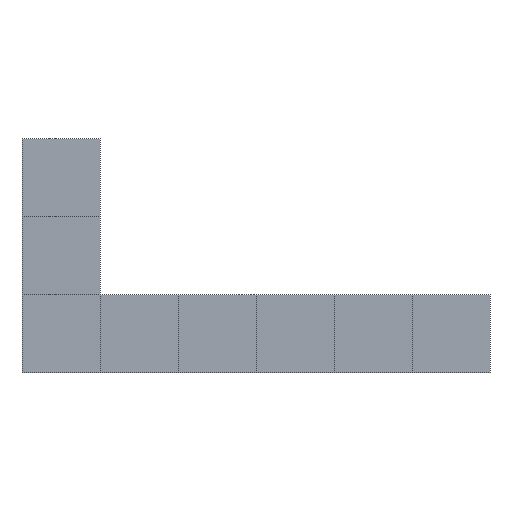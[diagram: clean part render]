
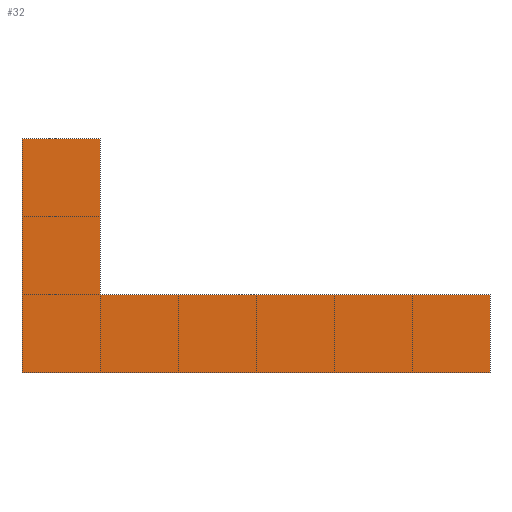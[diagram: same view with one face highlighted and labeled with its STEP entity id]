
A CAD part, front view. The second image highlights one B-rep face of the part: STEP entity #32.
In plain terms, the highlighted free-form (B-spline) face has degree [3, 3] with [4, 4] control points.
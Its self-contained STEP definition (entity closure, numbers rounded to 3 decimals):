
#32 = ADVANCED_FACE('',(#33),#47,.T.);
#33 = FACE_BOUND('',#34,.T.);
#34 = EDGE_LOOP('',(#35,#69,#84,#99,#114,#129));
#35 = ORIENTED_EDGE('',*,*,#36,.T.);
#36 = EDGE_CURVE('',#37,#39,#41,.T.);
#37 = VERTEX_POINT('',#38);
#38 = CARTESIAN_POINT('',(-1.,0.,0.));
#39 = VERTEX_POINT('',#40);
#40 = CARTESIAN_POINT('',(5.,0.,0.));
#41 = SURFACE_CURVE('',#42,(#46),.PCURVE_S1.);
#42 = LINE('',#43,#44);
#43 = CARTESIAN_POINT('',(-1.,0.,0.));
#44 = VECTOR('',#45,1.);
#45 = DIRECTION('',(1.,0.,0.));
#46 = PCURVE('',#47,#64);
#47 = B_SPLINE_SURFACE_WITH_KNOTS('',3,3,(
    (#48,#49,#50,#51)
    ,(#52,#53,#54,#55)
    ,(#56,#57,#58,#59)
    ,(#60,#61,#62,#63
    )),.UNSPECIFIED.,.F.,.F.,.F.,(4,4),(4,4),(-3.006,
    4.289),(-2.185,1.294),
  .PIECEWISE_BEZIER_KNOTS.);
#48 = CARTESIAN_POINT('',(-2.199,0.,0.179));
#49 = CARTESIAN_POINT('',(-1.842,0.,1.282));
#50 = CARTESIAN_POINT('',(-1.486,0.,2.385));
#51 = CARTESIAN_POINT('',(-1.129,0.,3.489));
#52 = CARTESIAN_POINT('',(0.115,0.,-0.569));
#53 = CARTESIAN_POINT('',(0.471,0.,0.534));
#54 = CARTESIAN_POINT('',(0.828,0.,1.638));
#55 = CARTESIAN_POINT('',(1.185,0.,2.741));
#56 = CARTESIAN_POINT('',(2.429,0.,-1.317));
#57 = CARTESIAN_POINT('',(2.785,0.,-0.213));
#58 = CARTESIAN_POINT('',(3.142,0.,0.89));
#59 = CARTESIAN_POINT('',(3.498,0.,1.993));
#60 = CARTESIAN_POINT('',(4.743,0.,-2.064));
#61 = CARTESIAN_POINT('',(5.099,0.,-0.961));
#62 = CARTESIAN_POINT('',(5.456,0.,0.142));
#63 = CARTESIAN_POINT('',(5.812,0.,1.245));
#64 = DEFINITIONAL_REPRESENTATION('',(#65),#68);
#65 = B_SPLINE_CURVE_WITH_KNOTS('',1,(#66,#67),.UNSPECIFIED.,.F.,.F.,(2,
    2),(0.,6.),.PIECEWISE_BEZIER_KNOTS.);
#66 = CARTESIAN_POINT('',(-1.81,-1.986));
#67 = CARTESIAN_POINT('',(3.899,-0.141));
#68 = ( GEOMETRIC_REPRESENTATION_CONTEXT(2) 
PARAMETRIC_REPRESENTATION_CONTEXT() REPRESENTATION_CONTEXT('2D SPACE',''
  ) );
#69 = ORIENTED_EDGE('',*,*,#70,.T.);
#70 = EDGE_CURVE('',#39,#71,#73,.T.);
#71 = VERTEX_POINT('',#72);
#72 = CARTESIAN_POINT('',(5.,0.,1.));
#73 = SURFACE_CURVE('',#74,(#78),.PCURVE_S1.);
#74 = LINE('',#75,#76);
#75 = CARTESIAN_POINT('',(5.,0.,0.));
#76 = VECTOR('',#77,1.);
#77 = DIRECTION('',(0.,0.,1.));
#78 = PCURVE('',#47,#79);
#79 = DEFINITIONAL_REPRESENTATION('',(#80),#83);
#80 = B_SPLINE_CURVE_WITH_KNOTS('',1,(#81,#82),.UNSPECIFIED.,.F.,.F.,(2,
    2),(0.,1.),.PIECEWISE_BEZIER_KNOTS.);
#81 = CARTESIAN_POINT('',(3.899,-0.141));
#82 = CARTESIAN_POINT('',(3.592,0.81));
#83 = ( GEOMETRIC_REPRESENTATION_CONTEXT(2) 
PARAMETRIC_REPRESENTATION_CONTEXT() REPRESENTATION_CONTEXT('2D SPACE',''
  ) );
#84 = ORIENTED_EDGE('',*,*,#85,.T.);
#85 = EDGE_CURVE('',#71,#86,#88,.T.);
#86 = VERTEX_POINT('',#87);
#87 = CARTESIAN_POINT('',(0.,0.,1.));
#88 = SURFACE_CURVE('',#89,(#93),.PCURVE_S1.);
#89 = LINE('',#90,#91);
#90 = CARTESIAN_POINT('',(5.,0.,1.));
#91 = VECTOR('',#92,1.);
#92 = DIRECTION('',(-1.,0.,0.));
#93 = PCURVE('',#47,#94);
#94 = DEFINITIONAL_REPRESENTATION('',(#95),#98);
#95 = B_SPLINE_CURVE_WITH_KNOTS('',1,(#96,#97),.UNSPECIFIED.,.F.,.F.,(2,
    2),(0.,5.),.PIECEWISE_BEZIER_KNOTS.);
#96 = CARTESIAN_POINT('',(3.592,0.81));
#97 = CARTESIAN_POINT('',(-1.166,-0.727));
#98 = ( GEOMETRIC_REPRESENTATION_CONTEXT(2) 
PARAMETRIC_REPRESENTATION_CONTEXT() REPRESENTATION_CONTEXT('2D SPACE',''
  ) );
#99 = ORIENTED_EDGE('',*,*,#100,.T.);
#100 = EDGE_CURVE('',#86,#101,#103,.T.);
#101 = VERTEX_POINT('',#102);
#102 = CARTESIAN_POINT('',(0.,0.,3.));
#103 = SURFACE_CURVE('',#104,(#108),.PCURVE_S1.);
#104 = LINE('',#105,#106);
#105 = CARTESIAN_POINT('',(0.,0.,1.));
#106 = VECTOR('',#107,1.);
#107 = DIRECTION('',(0.,0.,1.));
#108 = PCURVE('',#47,#109);
#109 = DEFINITIONAL_REPRESENTATION('',(#110),#113);
#110 = B_SPLINE_CURVE_WITH_KNOTS('',1,(#111,#112),.UNSPECIFIED.,.F.,.F.,
  (2,2),(0.,2.),.PIECEWISE_BEZIER_KNOTS.);
#111 = CARTESIAN_POINT('',(-1.166,-0.727));
#112 = CARTESIAN_POINT('',(-1.781,1.176));
#113 = ( GEOMETRIC_REPRESENTATION_CONTEXT(2) 
PARAMETRIC_REPRESENTATION_CONTEXT() REPRESENTATION_CONTEXT('2D SPACE',''
  ) );
#114 = ORIENTED_EDGE('',*,*,#115,.T.);
#115 = EDGE_CURVE('',#101,#116,#118,.T.);
#116 = VERTEX_POINT('',#117);
#117 = CARTESIAN_POINT('',(-1.,0.,3.));
#118 = SURFACE_CURVE('',#119,(#123),.PCURVE_S1.);
#119 = LINE('',#120,#121);
#120 = CARTESIAN_POINT('',(0.,0.,3.));
#121 = VECTOR('',#122,1.);
#122 = DIRECTION('',(-1.,0.,0.));
#123 = PCURVE('',#47,#124);
#124 = DEFINITIONAL_REPRESENTATION('',(#125),#128);
#125 = B_SPLINE_CURVE_WITH_KNOTS('',1,(#126,#127),.UNSPECIFIED.,.F.,.F.,
  (2,2),(0.,1.),.PIECEWISE_BEZIER_KNOTS.);
#126 = CARTESIAN_POINT('',(-1.781,1.176));
#127 = CARTESIAN_POINT('',(-2.733,0.868));
#128 = ( GEOMETRIC_REPRESENTATION_CONTEXT(2) 
PARAMETRIC_REPRESENTATION_CONTEXT() REPRESENTATION_CONTEXT('2D SPACE',''
  ) );
#129 = ORIENTED_EDGE('',*,*,#130,.T.);
#130 = EDGE_CURVE('',#116,#37,#131,.T.);
#131 = SURFACE_CURVE('',#132,(#136),.PCURVE_S1.);
#132 = LINE('',#133,#134);
#133 = CARTESIAN_POINT('',(-1.,0.,3.));
#134 = VECTOR('',#135,1.);
#135 = DIRECTION('',(0.,0.,-1.));
#136 = PCURVE('',#47,#137);
#137 = DEFINITIONAL_REPRESENTATION('',(#138),#141);
#138 = B_SPLINE_CURVE_WITH_KNOTS('',1,(#139,#140),.UNSPECIFIED.,.F.,.F.,
  (2,2),(0.,3.),.PIECEWISE_BEZIER_KNOTS.);
#139 = CARTESIAN_POINT('',(-2.733,0.868));
#140 = CARTESIAN_POINT('',(-1.81,-1.986));
#141 = ( GEOMETRIC_REPRESENTATION_CONTEXT(2) 
PARAMETRIC_REPRESENTATION_CONTEXT() REPRESENTATION_CONTEXT('2D SPACE',''
  ) );
